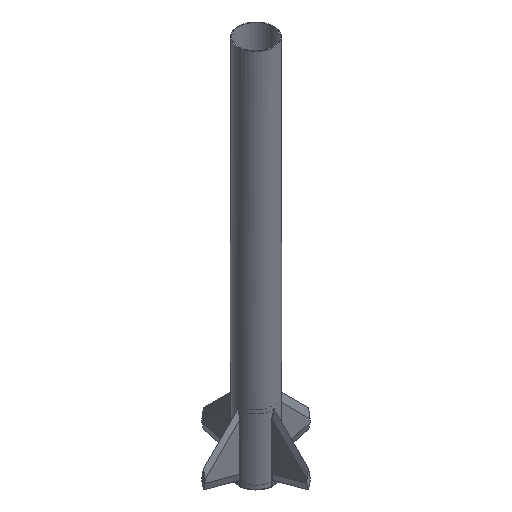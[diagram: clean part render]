
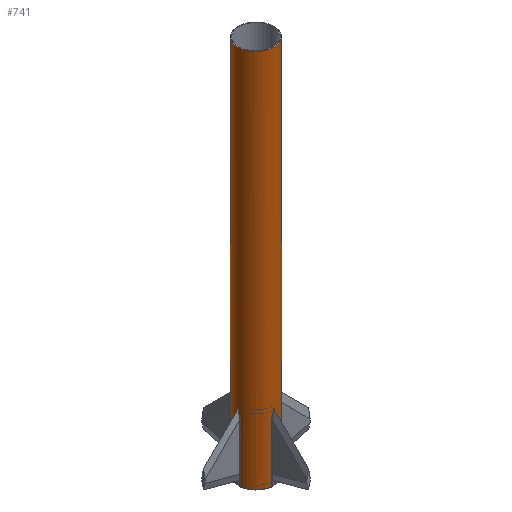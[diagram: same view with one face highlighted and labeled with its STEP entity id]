
A CAD part, isometric view. The second image highlights one B-rep face of the part: STEP entity #741.
In plain terms, the highlighted cylindrical face has radius 29 mm (diameter 58 mm), a full revolution.
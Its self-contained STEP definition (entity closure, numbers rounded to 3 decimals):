
#68=CIRCLE('',#850,29.);
#69=CIRCLE('',#851,29.);
#70=CIRCLE('',#852,29.);
#71=CIRCLE('',#853,29.);
#72=CIRCLE('',#854,29.);
#86=CYLINDRICAL_SURFACE('',#849,29.);
#105=FACE_OUTER_BOUND('',#146,.T.);
#146=EDGE_LOOP('',(#545,#546,#547,#548,#549,#550,#551,#552,#553,#554,#555,
#556,#557,#558,#559,#560,#561,#562,#563,#564,#565,#566,#567));
#190=LINE('',#1200,#256);
#194=LINE('',#1212,#260);
#198=LINE('',#1224,#264);
#202=LINE('',#1236,#268);
#203=LINE('',#1239,#269);
#206=LINE('',#1246,#272);
#207=LINE('',#1249,#273);
#208=LINE('',#1253,#274);
#209=LINE('',#1256,#275);
#256=VECTOR('',#954,10.);
#260=VECTOR('',#966,10.);
#264=VECTOR('',#978,10.);
#268=VECTOR('',#990,10.);
#269=VECTOR('',#993,10.);
#272=VECTOR('',#1000,29.);
#273=VECTOR('',#1003,10.);
#274=VECTOR('',#1008,10.);
#275=VECTOR('',#1011,10.);
#312=ELLIPSE('',#822,119.57,29.);
#314=ELLIPSE('',#825,119.57,29.);
#316=ELLIPSE('',#828,119.57,29.);
#318=ELLIPSE('',#831,119.57,29.);
#320=ELLIPSE('',#834,119.57,29.);
#322=ELLIPSE('',#838,119.57,29.);
#324=ELLIPSE('',#842,119.57,29.);
#326=ELLIPSE('',#846,119.57,29.);
#329=VERTEX_POINT('',#1157);
#330=VERTEX_POINT('',#1159);
#333=VERTEX_POINT('',#1166);
#334=VERTEX_POINT('',#1168);
#337=VERTEX_POINT('',#1175);
#338=VERTEX_POINT('',#1177);
#341=VERTEX_POINT('',#1184);
#342=VERTEX_POINT('',#1186);
#344=VERTEX_POINT('',#1192);
#346=VERTEX_POINT('',#1198);
#348=VERTEX_POINT('',#1204);
#350=VERTEX_POINT('',#1210);
#352=VERTEX_POINT('',#1216);
#354=VERTEX_POINT('',#1222);
#356=VERTEX_POINT('',#1228);
#358=VERTEX_POINT('',#1234);
#359=VERTEX_POINT('',#1238);
#361=VERTEX_POINT('',#1244);
#362=VERTEX_POINT('',#1247);
#363=VERTEX_POINT('',#1251);
#364=VERTEX_POINT('',#1254);
#395=EDGE_CURVE('',#329,#330,#312,.T.);
#399=EDGE_CURVE('',#333,#334,#314,.T.);
#403=EDGE_CURVE('',#337,#338,#316,.T.);
#407=EDGE_CURVE('',#341,#342,#318,.T.);
#411=EDGE_CURVE('',#344,#329,#320,.T.);
#414=EDGE_CURVE('',#344,#346,#190,.T.);
#417=EDGE_CURVE('',#348,#333,#322,.T.);
#420=EDGE_CURVE('',#348,#350,#194,.T.);
#423=EDGE_CURVE('',#352,#337,#324,.T.);
#426=EDGE_CURVE('',#352,#354,#198,.T.);
#429=EDGE_CURVE('',#356,#341,#326,.T.);
#432=EDGE_CURVE('',#356,#358,#202,.T.);
#433=EDGE_CURVE('',#359,#334,#203,.T.);
#436=EDGE_CURVE('',#361,#361,#68,.T.);
#437=EDGE_CURVE('',#361,#341,#206,.T.);
#438=EDGE_CURVE('',#358,#362,#69,.T.);
#439=EDGE_CURVE('',#362,#338,#207,.T.);
#440=EDGE_CURVE('',#354,#359,#70,.T.);
#441=EDGE_CURVE('',#350,#363,#71,.T.);
#442=EDGE_CURVE('',#363,#330,#208,.T.);
#443=EDGE_CURVE('',#346,#364,#72,.T.);
#444=EDGE_CURVE('',#364,#342,#209,.T.);
#545=ORIENTED_EDGE('',*,*,#436,.F.);
#546=ORIENTED_EDGE('',*,*,#437,.T.);
#547=ORIENTED_EDGE('',*,*,#429,.F.);
#548=ORIENTED_EDGE('',*,*,#432,.T.);
#549=ORIENTED_EDGE('',*,*,#438,.T.);
#550=ORIENTED_EDGE('',*,*,#439,.T.);
#551=ORIENTED_EDGE('',*,*,#403,.F.);
#552=ORIENTED_EDGE('',*,*,#423,.F.);
#553=ORIENTED_EDGE('',*,*,#426,.T.);
#554=ORIENTED_EDGE('',*,*,#440,.T.);
#555=ORIENTED_EDGE('',*,*,#433,.T.);
#556=ORIENTED_EDGE('',*,*,#399,.F.);
#557=ORIENTED_EDGE('',*,*,#417,.F.);
#558=ORIENTED_EDGE('',*,*,#420,.T.);
#559=ORIENTED_EDGE('',*,*,#441,.T.);
#560=ORIENTED_EDGE('',*,*,#442,.T.);
#561=ORIENTED_EDGE('',*,*,#395,.F.);
#562=ORIENTED_EDGE('',*,*,#411,.F.);
#563=ORIENTED_EDGE('',*,*,#414,.T.);
#564=ORIENTED_EDGE('',*,*,#443,.T.);
#565=ORIENTED_EDGE('',*,*,#444,.T.);
#566=ORIENTED_EDGE('',*,*,#407,.F.);
#567=ORIENTED_EDGE('',*,*,#437,.F.);
#741=ADVANCED_FACE('',(#105),#86,.T.);
#822=AXIS2_PLACEMENT_3D('',#1160,#916,#917);
#825=AXIS2_PLACEMENT_3D('',#1169,#924,#925);
#828=AXIS2_PLACEMENT_3D('',#1178,#932,#933);
#831=AXIS2_PLACEMENT_3D('',#1187,#940,#941);
#834=AXIS2_PLACEMENT_3D('',#1194,#948,#949);
#838=AXIS2_PLACEMENT_3D('',#1206,#960,#961);
#842=AXIS2_PLACEMENT_3D('',#1218,#972,#973);
#846=AXIS2_PLACEMENT_3D('',#1230,#984,#985);
#849=AXIS2_PLACEMENT_3D('',#1243,#996,#997);
#850=AXIS2_PLACEMENT_3D('',#1245,#998,#999);
#851=AXIS2_PLACEMENT_3D('',#1248,#1001,#1002);
#852=AXIS2_PLACEMENT_3D('',#1250,#1004,#1005);
#853=AXIS2_PLACEMENT_3D('',#1252,#1006,#1007);
#854=AXIS2_PLACEMENT_3D('',#1255,#1009,#1010);
#916=DIRECTION('center_axis',(-0.97,0.,-0.243));
#917=DIRECTION('ref_axis',(0.243,0.,-0.97));
#924=DIRECTION('center_axis',(0.,0.97,-0.243));
#925=DIRECTION('ref_axis',(0.,0.243,0.97));
#932=DIRECTION('center_axis',(0.97,0.,-0.243));
#933=DIRECTION('ref_axis',(0.243,0.,0.97));
#940=DIRECTION('center_axis',(0.,-0.97,
-0.243));
#941=DIRECTION('ref_axis',(0.,0.243,-0.97));
#948=DIRECTION('center_axis',(0.97,0.,-0.243));
#949=DIRECTION('ref_axis',(0.243,0.,0.97));
#954=DIRECTION('',(0.,0.,-1.));
#960=DIRECTION('center_axis',(0.,-0.97,
-0.243));
#961=DIRECTION('ref_axis',(0.,0.243,-0.97));
#966=DIRECTION('',(0.,0.,-1.));
#972=DIRECTION('center_axis',(-0.97,0.,-0.243));
#973=DIRECTION('ref_axis',(0.243,0.,-0.97));
#978=DIRECTION('',(0.,0.,-1.));
#984=DIRECTION('center_axis',(0.,0.97,-0.243));
#985=DIRECTION('ref_axis',(0.,0.243,0.97));
#990=DIRECTION('',(0.,0.,-1.));
#993=DIRECTION('',(0.,0.,1.));
#996=DIRECTION('center_axis',(0.,0.,1.));
#997=DIRECTION('ref_axis',(1.,0.,0.));
#998=DIRECTION('center_axis',(0.,0.,1.));
#999=DIRECTION('ref_axis',(1.,0.,0.));
#1000=DIRECTION('',(0.,0.,-1.));
#1001=DIRECTION('center_axis',(0.,0.,1.));
#1002=DIRECTION('ref_axis',(1.,0.,0.));
#1003=DIRECTION('',(0.,0.,1.));
#1004=DIRECTION('center_axis',(0.,0.,1.));
#1005=DIRECTION('ref_axis',(1.,0.,0.));
#1006=DIRECTION('center_axis',(0.,0.,1.));
#1007=DIRECTION('ref_axis',(1.,0.,0.));
#1008=DIRECTION('',(0.,0.,1.));
#1009=DIRECTION('center_axis',(0.,0.,1.));
#1010=DIRECTION('ref_axis',(1.,0.,0.));
#1011=DIRECTION('',(0.,0.,1.));
#1157=CARTESIAN_POINT('',(0.,29.,106.));
#1159=CARTESIAN_POINT('',(2.5,28.892,96.));
#1160=CARTESIAN_POINT('Origin',(0.,0.,106.));
#1166=CARTESIAN_POINT('',(29.,0.,106.));
#1168=CARTESIAN_POINT('',(28.892,-2.5,96.));
#1169=CARTESIAN_POINT('Origin',(0.,0.,106.));
#1175=CARTESIAN_POINT('',(0.,-29.,106.));
#1177=CARTESIAN_POINT('',(-2.5,-28.892,96.));
#1178=CARTESIAN_POINT('Origin',(0.,0.,106.));
#1184=CARTESIAN_POINT('',(-29.,0.,106.));
#1186=CARTESIAN_POINT('',(-28.892,2.5,96.));
#1187=CARTESIAN_POINT('Origin',(0.,0.,106.));
#1192=CARTESIAN_POINT('',(-2.5,28.892,96.));
#1194=CARTESIAN_POINT('Origin',(0.,0.,106.));
#1198=CARTESIAN_POINT('',(-2.5,28.892,0.));
#1200=CARTESIAN_POINT('',(-2.5,28.892,0.));
#1204=CARTESIAN_POINT('',(28.892,2.5,96.));
#1206=CARTESIAN_POINT('Origin',(0.,0.,106.));
#1210=CARTESIAN_POINT('',(28.892,2.5,0.));
#1212=CARTESIAN_POINT('',(28.892,2.5,0.));
#1216=CARTESIAN_POINT('',(2.5,-28.892,96.));
#1218=CARTESIAN_POINT('Origin',(0.,0.,106.));
#1222=CARTESIAN_POINT('',(2.5,-28.892,0.));
#1224=CARTESIAN_POINT('',(2.5,-28.892,0.));
#1228=CARTESIAN_POINT('',(-28.892,-2.5,96.));
#1230=CARTESIAN_POINT('Origin',(0.,0.,106.));
#1234=CARTESIAN_POINT('',(-28.892,-2.5,0.));
#1236=CARTESIAN_POINT('',(-28.892,-2.5,0.));
#1238=CARTESIAN_POINT('',(28.892,-2.5,0.));
#1239=CARTESIAN_POINT('',(28.892,-2.5,0.));
#1243=CARTESIAN_POINT('Origin',(0.,0.,0.));
#1244=CARTESIAN_POINT('',(-29.,0.,609.6));
#1245=CARTESIAN_POINT('Origin',(0.,0.,609.6));
#1246=CARTESIAN_POINT('',(-29.,0.,0.));
#1247=CARTESIAN_POINT('',(-2.5,-28.892,0.));
#1248=CARTESIAN_POINT('Origin',(0.,0.,0.));
#1249=CARTESIAN_POINT('',(-2.5,-28.892,0.));
#1250=CARTESIAN_POINT('Origin',(0.,0.,0.));
#1251=CARTESIAN_POINT('',(2.5,28.892,0.));
#1252=CARTESIAN_POINT('Origin',(0.,0.,0.));
#1253=CARTESIAN_POINT('',(2.5,28.892,0.));
#1254=CARTESIAN_POINT('',(-28.892,2.5,0.));
#1255=CARTESIAN_POINT('Origin',(0.,0.,0.));
#1256=CARTESIAN_POINT('',(-28.892,2.5,0.));
